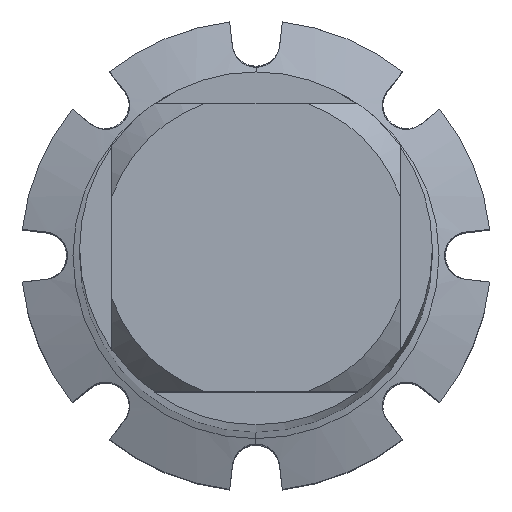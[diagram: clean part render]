
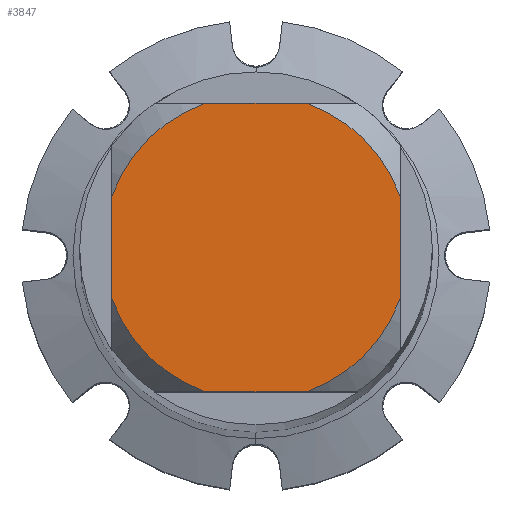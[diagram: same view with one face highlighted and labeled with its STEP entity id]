
A CAD part, top view. The second image highlights one B-rep face of the part: STEP entity #3847.
In plain terms, the highlighted planar face has unit normal (0, 0, 1).
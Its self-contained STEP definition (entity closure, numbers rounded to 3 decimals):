
#3775=VERTEX_POINT('',#11131);
#3847=ADVANCED_FACE('',(#11209),#11210,.T.);
#4665=EDGE_CURVE('',#3775,#6419,#12109,.T.);
#4899=EDGE_CURVE('',#7257,#6419,#12357,.T.);
#5637=VERTEX_POINT('',#13153);
#6419=VERTEX_POINT('',#13989);
#6725=VERTEX_POINT('',#14332);
#7257=VERTEX_POINT('',#14906);
#7821=VERTEX_POINT('',#15520);
#8317=EDGE_CURVE('',#3775,#7821,#16053,.T.);
#8689=VERTEX_POINT('',#16460);
#9491=EDGE_CURVE('',#8689,#6725,#17345,.T.);
#9889=EDGE_CURVE('',#5637,#7821,#17776,.T.);
#10545=EDGE_CURVE('',#7257,#10679,#18479,.T.);
#10679=VERTEX_POINT('',#18620);
#10705=EDGE_CURVE('',#5637,#6725,#18648,.T.);
#10845=EDGE_CURVE('',#8689,#10679,#18805,.T.);
#11131=CARTESIAN_POINT('',(-0.87,-2.45,0.0));
#11209=FACE_OUTER_BOUND('',#19363,.T.);
#11210=PLANE('',#19364);
#12109=LINE('',#21006,#21007);
#12357=CIRCLE('',#21443,2.6);
#13153=CARTESIAN_POINT('',(-2.45,0.87,0.0));
#13989=CARTESIAN_POINT('',(0.87,-2.45,0.0));
#14332=CARTESIAN_POINT('',(-0.87,2.45,0.0));
#14906=CARTESIAN_POINT('',(2.45,-0.87,0.0));
#15520=CARTESIAN_POINT('',(-2.45,-0.87,0.0));
#16053=CIRCLE('',#28164,2.6);
#16460=CARTESIAN_POINT('',(0.87,2.45,0.0));
#17345=LINE('',#30378,#30379);
#17776=LINE('',#31102,#31103);
#18479=LINE('',#32307,#32308);
#18620=CARTESIAN_POINT('',(2.45,0.87,0.0));
#18648=CIRCLE('',#32629,2.6);
#18805=CIRCLE('',#32919,2.6);
#19363=EDGE_LOOP('',(#33393,#33394,#33395,#33396,#33397,#33398,#33399,#33400));
#19364=AXIS2_PLACEMENT_3D('',#33401,#33402,#33403);
#21006=CARTESIAN_POINT('',(0.0,-2.45,0.0));
#21007=VECTOR('',#34531,1.0);
#21443=AXIS2_PLACEMENT_3D('',#34724,#34725,#34726);
#28164=AXIS2_PLACEMENT_3D('',#38601,#38602,#38603);
#30378=CARTESIAN_POINT('',(0.0,2.45,0.0));
#30379=VECTOR('',#40053,1.0);
#31102=CARTESIAN_POINT('',(-2.45,0.65,0.0));
#31103=VECTOR('',#40571,1.0);
#32307=CARTESIAN_POINT('',(2.45,0.65,0.0));
#32308=VECTOR('',#41249,1.0);
#32629=AXIS2_PLACEMENT_3D('',#41380,#41381,#41382);
#32919=AXIS2_PLACEMENT_3D('',#41562,#41563,#41564);
#33393=ORIENTED_EDGE('',*,*,#9889,.T.);
#33394=ORIENTED_EDGE('',*,*,#8317,.F.);
#33395=ORIENTED_EDGE('',*,*,#4665,.T.);
#33396=ORIENTED_EDGE('',*,*,#4899,.F.);
#33397=ORIENTED_EDGE('',*,*,#10545,.T.);
#33398=ORIENTED_EDGE('',*,*,#10845,.F.);
#33399=ORIENTED_EDGE('',*,*,#9491,.T.);
#33400=ORIENTED_EDGE('',*,*,#10705,.F.);
#33401=CARTESIAN_POINT('',(0.0,1.3,0.0));
#33402=DIRECTION('',(-0.0,0.0,1.0));
#33403=DIRECTION('',(0.0,-1.0,0.0));
#34531=DIRECTION('',(1.0,0.0,0.0));
#34724=CARTESIAN_POINT('',(0.0,0.0,0.0));
#34725=DIRECTION('',(0.0,0.0,-1.0));
#34726=DIRECTION('',(0.0,1.0,0.0));
#38601=CARTESIAN_POINT('',(0.0,0.0,0.0));
#38602=DIRECTION('',(0.0,0.0,-1.0));
#38603=DIRECTION('',(0.0,1.0,0.0));
#40053=DIRECTION('',(-1.0,0.0,0.0));
#40571=DIRECTION('',(-0.0,-1.0,0.0));
#41249=DIRECTION('',(-0.0,1.0,0.0));
#41380=CARTESIAN_POINT('',(0.0,0.0,0.0));
#41381=DIRECTION('',(0.0,0.0,-1.0));
#41382=DIRECTION('',(0.0,1.0,0.0));
#41562=CARTESIAN_POINT('',(0.0,0.0,0.0));
#41563=DIRECTION('',(0.0,0.0,-1.0));
#41564=DIRECTION('',(0.0,1.0,0.0));
